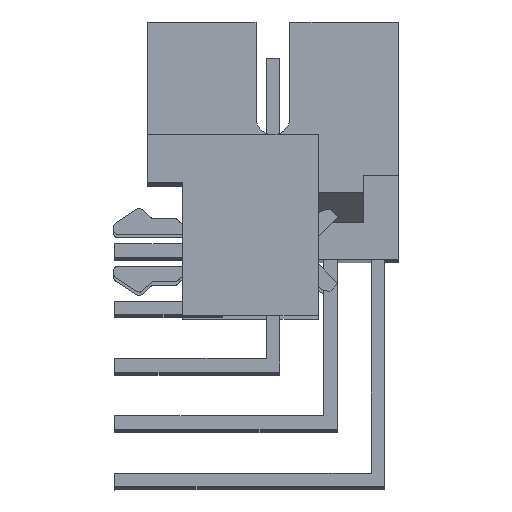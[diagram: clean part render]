
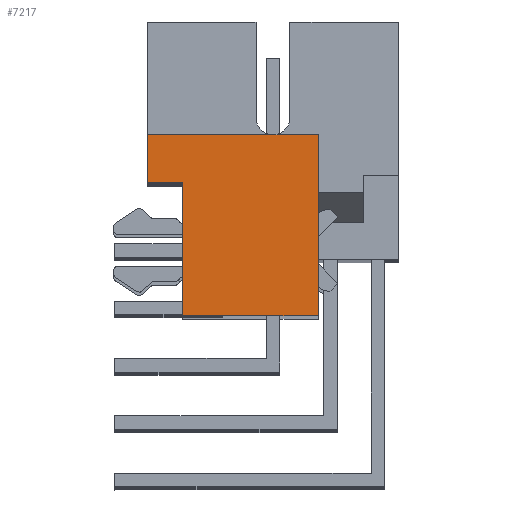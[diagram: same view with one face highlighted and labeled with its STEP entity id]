
A CAD part, top view. The second image highlights one B-rep face of the part: STEP entity #7217.
In plain terms, the highlighted planar face has unit normal (0, 0, 1).
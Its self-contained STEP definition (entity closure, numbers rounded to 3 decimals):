
#7217=ADVANCED_FACE('',(#12347),#9768,.T.);
#9768=PLANE('',#58983);
#12347=FACE_OUTER_BOUND('',#14921,.T.);
#14921=EDGE_LOOP('',(#27308,#27309,#27310,#27311,#27312,#27313));
#27308=ORIENTED_EDGE('',*,*,#41016,.F.);
#27309=ORIENTED_EDGE('',*,*,#41017,.F.);
#27310=ORIENTED_EDGE('',*,*,#41018,.F.);
#27311=ORIENTED_EDGE('',*,*,#41015,.T.);
#27312=ORIENTED_EDGE('',*,*,#41019,.F.);
#27313=ORIENTED_EDGE('',*,*,#41020,.F.);
#34057=VERTEX_POINT('',#84954);
#34059=VERTEX_POINT('',#84958);
#34060=VERTEX_POINT('',#84962);
#34061=VERTEX_POINT('',#84963);
#34062=VERTEX_POINT('',#84965);
#34063=VERTEX_POINT('',#84968);
#41015=EDGE_CURVE('',#34057,#34059,#48126,.T.);
#41016=EDGE_CURVE('',#34060,#34061,#48127,.T.);
#41017=EDGE_CURVE('',#34062,#34060,#48128,.T.);
#41018=EDGE_CURVE('',#34057,#34062,#48129,.T.);
#41019=EDGE_CURVE('',#34063,#34059,#48130,.T.);
#41020=EDGE_CURVE('',#34061,#34063,#48131,.T.);
#48126=LINE('',#84959,#55234);
#48127=LINE('',#84961,#55235);
#48128=LINE('',#84964,#55236);
#48129=LINE('',#84966,#55237);
#48130=LINE('',#84967,#55238);
#48131=LINE('',#84969,#55239);
#55234=VECTOR('',#70603,1.);
#55235=VECTOR('',#70606,1.);
#55236=VECTOR('',#70607,1.);
#55237=VECTOR('',#70608,1.);
#55238=VECTOR('',#70609,1.);
#55239=VECTOR('',#70610,1.);
#58983=AXIS2_PLACEMENT_3D('',#84970,#70611,#70612);
#70603=DIRECTION('',(1.,0.,0.));
#70606=DIRECTION('',(0.,1.,0.));
#70607=DIRECTION('',(-1.,0.,0.));
#70608=DIRECTION('',(0.,1.,0.));
#70609=DIRECTION('',(0.,-1.,0.));
#70610=DIRECTION('',(1.,0.,0.));
#70611=DIRECTION('',(0.,0.,1.));
#70612=DIRECTION('',(0.,-1.,0.));
#84954=CARTESIAN_POINT('',(0.,-2.5,90.75));
#84958=CARTESIAN_POINT('',(6.,-2.5,90.75));
#84959=CARTESIAN_POINT('',(0.,-2.5,90.75));
#84961=CARTESIAN_POINT('',(-1.55,3.4,90.75));
#84962=CARTESIAN_POINT('',(-1.55,3.4,90.75));
#84963=CARTESIAN_POINT('',(-1.55,5.5,90.75));
#84964=CARTESIAN_POINT('',(0.,3.4,90.75));
#84965=CARTESIAN_POINT('',(0.,3.4,90.75));
#84966=CARTESIAN_POINT('',(0.,-2.5,90.75));
#84967=CARTESIAN_POINT('',(6.,5.5,90.75));
#84968=CARTESIAN_POINT('',(6.,5.5,90.75));
#84969=CARTESIAN_POINT('',(-1.55,5.5,90.75));
#84970=CARTESIAN_POINT('',(-1.65,5.6,90.75));
